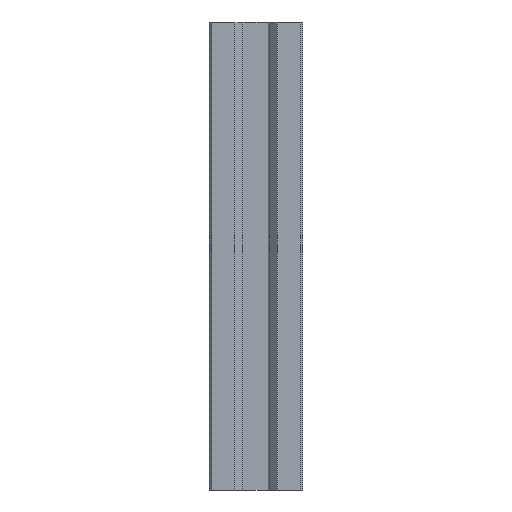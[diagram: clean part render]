
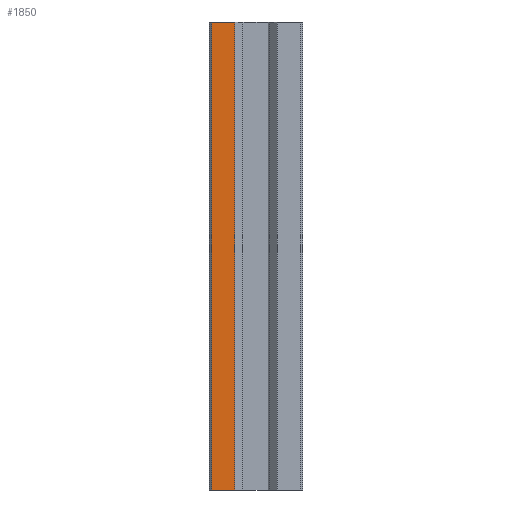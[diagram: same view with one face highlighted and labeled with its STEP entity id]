
A CAD part, left-side view. The second image highlights one B-rep face of the part: STEP entity #1850.
In plain terms, the highlighted planar face has unit normal (-1, 0, 0).
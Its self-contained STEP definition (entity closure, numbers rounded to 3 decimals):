
#49 = LINE ( 'NONE', #817, #981 ) ;
#105 = VERTEX_POINT ( 'NONE', #435 ) ;
#191 = DIRECTION ( 'NONE',  ( 0., 0., -1. ) ) ;
#293 = VECTOR ( 'NONE', #485, 1000. ) ;
#348 = DIRECTION ( 'NONE',  ( 0., 0., -1. ) ) ;
#435 = CARTESIAN_POINT ( 'NONE',  ( -10., 4.5, 100. ) ) ;
#447 = VERTEX_POINT ( 'NONE', #1668 ) ;
#485 = DIRECTION ( 'NONE',  ( 0., 0., 1. ) ) ;
#496 = CARTESIAN_POINT ( 'NONE',  ( -10., 9.5, 100. ) ) ;
#669 = DIRECTION ( 'NONE',  ( 1., 0., 0. ) ) ;
#714 = CARTESIAN_POINT ( 'NONE',  ( -10., 9.5, 0. ) ) ;
#748 = CARTESIAN_POINT ( 'NONE',  ( -10., 10., 100. ) ) ;
#760 = AXIS2_PLACEMENT_3D ( 'NONE', #1136, #669, #348 ) ;
#774 = CARTESIAN_POINT ( 'NONE',  ( -10., 10., 0. ) ) ;
#817 = CARTESIAN_POINT ( 'NONE',  ( -10., 4.5, 100. ) ) ;
#940 = EDGE_CURVE ( 'NONE', #105, #447, #49, .T. ) ;
#954 = LINE ( 'NONE', #496, #293 ) ;
#981 = VECTOR ( 'NONE', #191, 1000. ) ;
#1136 = CARTESIAN_POINT ( 'NONE',  ( -10., 10., 100. ) ) ;
#1139 = ORIENTED_EDGE ( 'NONE', *, *, #1425, .T. ) ;
#1272 = EDGE_CURVE ( 'NONE', #1996, #105, #1649, .T. ) ;
#1305 = VERTEX_POINT ( 'NONE', #714 ) ;
#1310 = VECTOR ( 'NONE', #1400, 1000. ) ;
#1381 = EDGE_CURVE ( 'NONE', #1305, #1996, #954, .T. ) ;
#1397 = ORIENTED_EDGE ( 'NONE', *, *, #1272, .F. ) ;
#1400 = DIRECTION ( 'NONE',  ( 0., -1., 0. ) ) ;
#1425 = EDGE_CURVE ( 'NONE', #1305, #447, #1551, .T. ) ;
#1514 = CARTESIAN_POINT ( 'NONE',  ( -10., 9.5, 100. ) ) ;
#1551 = LINE ( 'NONE', #774, #1310 ) ;
#1608 = ORIENTED_EDGE ( 'NONE', *, *, #940, .F. ) ;
#1620 = FACE_OUTER_BOUND ( 'NONE', #1680, .T. ) ;
#1649 = LINE ( 'NONE', #748, #1929 ) ;
#1668 = CARTESIAN_POINT ( 'NONE',  ( -10., 4.5, 0. ) ) ;
#1680 = EDGE_LOOP ( 'NONE', ( #1139, #1608, #1397, #1744 ) ) ;
#1744 = ORIENTED_EDGE ( 'NONE', *, *, #1381, .F. ) ;
#1830 = DIRECTION ( 'NONE',  ( 0., -1., 0. ) ) ;
#1850 = ADVANCED_FACE ( 'NONE', ( #1620 ), #1933, .F. ) ;
#1929 = VECTOR ( 'NONE', #1830, 1000. ) ;
#1933 = PLANE ( 'NONE',  #760 ) ;
#1996 = VERTEX_POINT ( 'NONE', #1514 ) ;
